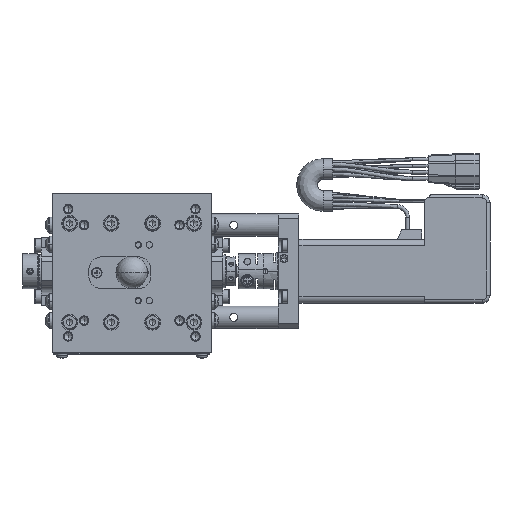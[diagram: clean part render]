
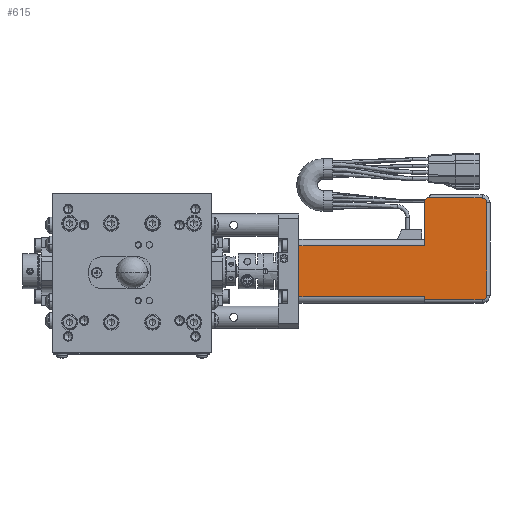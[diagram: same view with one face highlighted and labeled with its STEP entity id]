
A CAD part, top view. The second image highlights one B-rep face of the part: STEP entity #615.
In plain terms, the highlighted planar face has unit normal (0, 0, 1).
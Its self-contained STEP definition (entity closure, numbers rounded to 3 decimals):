
#615=ADVANCED_FACE('',(#6346),#6345,.F.);
#6345=PLANE('',#34474);
#6346=FACE_OUTER_BOUND('',#34475,.T.);
#34471=CARTESIAN_POINT('',(46.6,-11.7,16.));
#34472=DIRECTION('',(0.,0.,-1.));
#34473=DIRECTION('',(0.,1.,0.));
#34474=AXIS2_PLACEMENT_3D('',#34471,#34472,#34473);
#34475=EDGE_LOOP('',(#53704,#53705,#53706,#53707,#53708,#53709,#53710,#53711,#53712,#53713,#53714));
#53704=ORIENTED_EDGE('',*,*,#66411,.T.);
#53705=ORIENTED_EDGE('',*,*,#66365,.T.);
#53706=ORIENTED_EDGE('',*,*,#66407,.F.);
#53707=ORIENTED_EDGE('',*,*,#66434,.T.);
#53708=ORIENTED_EDGE('',*,*,#66430,.T.);
#53709=ORIENTED_EDGE('',*,*,#66389,.T.);
#53710=ORIENTED_EDGE('',*,*,#66386,.T.);
#53711=ORIENTED_EDGE('',*,*,#66383,.T.);
#53712=ORIENTED_EDGE('',*,*,#66420,.T.);
#53713=ORIENTED_EDGE('',*,*,#66435,.F.);
#53714=ORIENTED_EDGE('',*,*,#66436,.T.);
#66365=EDGE_CURVE('',#77910,#77952,#77959,.T.);
#66383=EDGE_CURVE('',#78063,#78078,#78085,.T.);
#66386=EDGE_CURVE('',#78091,#78063,#78105,.T.);
#66389=EDGE_CURVE('',#78111,#78091,#78125,.T.);
#66407=EDGE_CURVE('',#78243,#77952,#78244,.T.);
#66411=EDGE_CURVE('',#78270,#77910,#78271,.T.);
#66420=EDGE_CURVE('',#78078,#78329,#78330,.T.);
#66430=EDGE_CURVE('',#78396,#78111,#78397,.T.);
#66434=EDGE_CURVE('',#78243,#78396,#78421,.T.);
#66435=EDGE_CURVE('',#78427,#78329,#78428,.T.);
#66436=EDGE_CURVE('',#78427,#78270,#78434,.T.);
#77910=VERTEX_POINT('',#120932);
#77952=VERTEX_POINT('',#120959);
#77959=LINE('',#120964,#120965);
#78063=VERTEX_POINT('',#121037);
#78078=VERTEX_POINT('',#121048);
#78085=CIRCLE('',#121056,1.5);
#78091=VERTEX_POINT('',#121057);
#78105=LINE('',#121066,#121067);
#78111=VERTEX_POINT('',#121069);
#78125=CIRCLE('',#121082,1.5);
#78243=VERTEX_POINT('',#121153);
#78244=LINE('',#121154,#121155);
#78270=VERTEX_POINT('',#121169);
#78271=LINE('',#121170,#121171);
#78329=VERTEX_POINT('',#121217);
#78330=LINE('',#121218,#121219);
#78396=VERTEX_POINT('',#121259);
#78397=LINE('',#121260,#121261);
#78421=LINE('',#121273,#121274);
#78427=VERTEX_POINT('',#121276);
#78428=LINE('',#121277,#121278);
#78434=LINE('',#121280,#121281);
#120932=CARTESIAN_POINT('',(52.5,8.5,16.));
#120959=CARTESIAN_POINT('',(52.5,-7.5,16.));
#120964=CARTESIAN_POINT('',(52.5,8.5,16.));
#120965=VECTOR('',#120966,16.);
#120966=DIRECTION('',(0.,-1.,0.));
#121037=CARTESIAN_POINT('',(111.5,22.,16.));
#121048=CARTESIAN_POINT('',(110.,23.5,16.));
#121053=CARTESIAN_POINT('',(110.,22.,16.));
#121054=DIRECTION('',(0.,0.,1.));
#121055=DIRECTION('',(-1.,0.,0.));
#121056=AXIS2_PLACEMENT_3D('',#121053,#121054,#121055);
#121057=CARTESIAN_POINT('',(111.5,-7.,16.));
#121066=CARTESIAN_POINT('',(111.5,-7.,16.));
#121067=VECTOR('',#121068,29.);
#121068=DIRECTION('',(0.,1.,0.));
#121069=CARTESIAN_POINT('',(110.,-8.5,16.));
#121079=CARTESIAN_POINT('',(110.,-7.,16.));
#121080=DIRECTION('',(0.,0.,1.));
#121081=DIRECTION('',(0.,1.,0.));
#121082=AXIS2_PLACEMENT_3D('',#121079,#121080,#121081);
#121153=CARTESIAN_POINT('',(92.,-7.5,16.));
#121154=CARTESIAN_POINT('',(92.,-7.5,16.));
#121155=VECTOR('',#121156,39.5);
#121156=DIRECTION('',(-1.,0.,0.));
#121169=CARTESIAN_POINT('',(92.,8.5,16.));
#121170=CARTESIAN_POINT('',(92.,8.5,16.));
#121171=VECTOR('',#121172,39.5);
#121172=DIRECTION('',(-1.,0.,0.));
#121217=CARTESIAN_POINT('',(92.947,23.5,16.));
#121218=CARTESIAN_POINT('',(110.,23.5,16.));
#121219=VECTOR('',#121220,17.053);
#121220=DIRECTION('',(-1.,0.,0.));
#121259=CARTESIAN_POINT('',(92.,-8.5,16.));
#121260=CARTESIAN_POINT('',(92.,-8.5,16.));
#121261=VECTOR('',#121262,18.);
#121262=DIRECTION('',(1.,0.,0.));
#121273=CARTESIAN_POINT('',(92.,-7.5,16.));
#121274=VECTOR('',#121275,1.);
#121275=DIRECTION('',(0.,-1.,0.));
#121276=CARTESIAN_POINT('',(92.,22.6,16.));
#121277=CARTESIAN_POINT('',(92.,22.6,16.));
#121278=VECTOR('',#121279,1.307);
#121279=DIRECTION('',(0.725,0.689,0.));
#121280=CARTESIAN_POINT('',(92.,22.6,16.));
#121281=VECTOR('',#121282,14.1);
#121282=DIRECTION('',(0.,-1.,0.));
